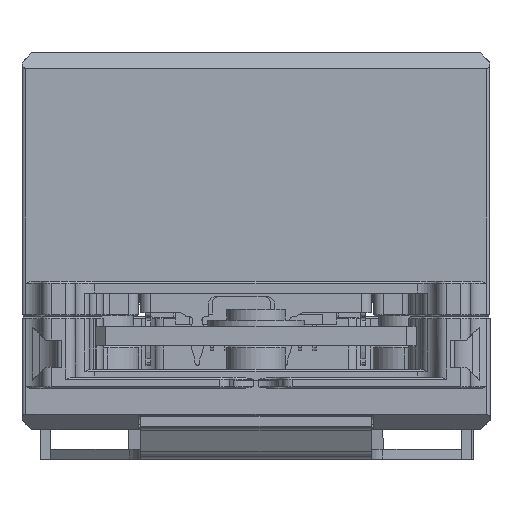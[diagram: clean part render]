
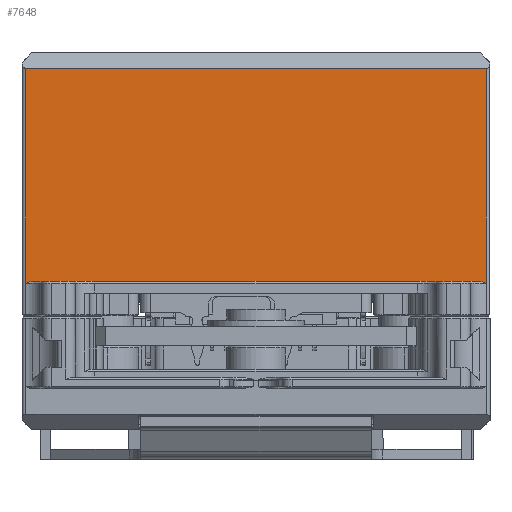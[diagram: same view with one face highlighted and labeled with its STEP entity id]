
A CAD part, left-side view. The second image highlights one B-rep face of the part: STEP entity #7648.
In plain terms, the highlighted planar face has unit normal (-1, 0, 0).
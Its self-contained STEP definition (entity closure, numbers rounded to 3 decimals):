
#5007=B_SPLINE_CURVE_WITH_KNOTS('',3,(#97229,#97230,#97231,#97232),
 .UNSPECIFIED.,.F.,.F.,(4,4),(0.,1.),.UNSPECIFIED.);
#5008=B_SPLINE_CURVE_WITH_KNOTS('',3,(#97233,#97234,#97235,#97236),
 .UNSPECIFIED.,.F.,.F.,(4,4),(0.,1.),.UNSPECIFIED.);
#7648=ADVANCED_FACE('',(#12325),#9620,.F.);
#9620=PLANE('',#63030);
#12325=FACE_OUTER_BOUND('',#15480,.T.);
#15480=EDGE_LOOP('',(#31040,#31041,#31042,#31043,#31044,#31045));
#31040=ORIENTED_EDGE('',*,*,#46023,.T.);
#31041=ORIENTED_EDGE('',*,*,#46024,.T.);
#31042=ORIENTED_EDGE('',*,*,#45987,.F.);
#31043=ORIENTED_EDGE('',*,*,#46025,.T.);
#31044=ORIENTED_EDGE('',*,*,#46026,.T.);
#31045=ORIENTED_EDGE('',*,*,#46027,.T.);
#37911=VERTEX_POINT('',#97148);
#37912=VERTEX_POINT('',#97150);
#37947=VERTEX_POINT('',#97227);
#37948=VERTEX_POINT('',#97228);
#37949=VERTEX_POINT('',#97237);
#37950=VERTEX_POINT('',#97239);
#45987=EDGE_CURVE('',#37911,#37912,#52040,.T.);
#46023=EDGE_CURVE('',#37947,#37948,#52069,.T.);
#46024=EDGE_CURVE('',#37948,#37912,#5007,.T.);
#46025=EDGE_CURVE('',#37911,#37949,#5008,.T.);
#46026=EDGE_CURVE('',#37949,#37950,#52070,.T.);
#46027=EDGE_CURVE('',#37950,#37947,#52071,.T.);
#52040=LINE('',#97149,#57854);
#52069=LINE('',#97226,#57883);
#52070=LINE('',#97238,#57884);
#52071=LINE('',#97240,#57885);
#57854=VECTOR('',#78268,1.);
#57883=VECTOR('',#78323,1.);
#57884=VECTOR('',#78324,1.);
#57885=VECTOR('',#78325,1.);
#63030=AXIS2_PLACEMENT_3D('',#97241,#78326,#78327);
#78268=DIRECTION('',(0.,-1.,0.));
#78323=DIRECTION('',(0.,0.,1.));
#78324=DIRECTION('',(0.,0.,-1.));
#78325=DIRECTION('',(0.,-1.,0.));
#78326=DIRECTION('',(1.,0.,0.));
#78327=DIRECTION('',(0.,0.,-1.));
#97148=CARTESIAN_POINT('',(14.15,11.5,-1.8));
#97149=CARTESIAN_POINT('',(14.15,10.97,-1.8));
#97150=CARTESIAN_POINT('',(14.15,-11.5,-1.8));
#97226=CARTESIAN_POINT('',(14.15,-11.775,0.));
#97227=CARTESIAN_POINT('',(14.15,-11.775,-12.7));
#97228=CARTESIAN_POINT('',(14.15,-11.775,-1.705));
#97229=CARTESIAN_POINT('',(14.15,-11.775,-1.705));
#97230=CARTESIAN_POINT('',(14.15,-11.681,-1.727));
#97231=CARTESIAN_POINT('',(14.15,-11.588,-1.76));
#97232=CARTESIAN_POINT('',(14.15,-11.5,-1.8));
#97233=CARTESIAN_POINT('',(14.15,11.5,-1.8));
#97234=CARTESIAN_POINT('',(14.15,11.588,-1.76));
#97235=CARTESIAN_POINT('',(14.15,11.681,-1.727));
#97236=CARTESIAN_POINT('',(14.15,11.775,-1.705));
#97237=CARTESIAN_POINT('',(14.15,11.775,-1.705));
#97238=CARTESIAN_POINT('',(14.15,11.775,0.));
#97239=CARTESIAN_POINT('',(14.15,11.775,-12.7));
#97240=CARTESIAN_POINT('',(14.15,11.975,-12.7));
#97241=CARTESIAN_POINT('',(14.15,11.975,0.));
